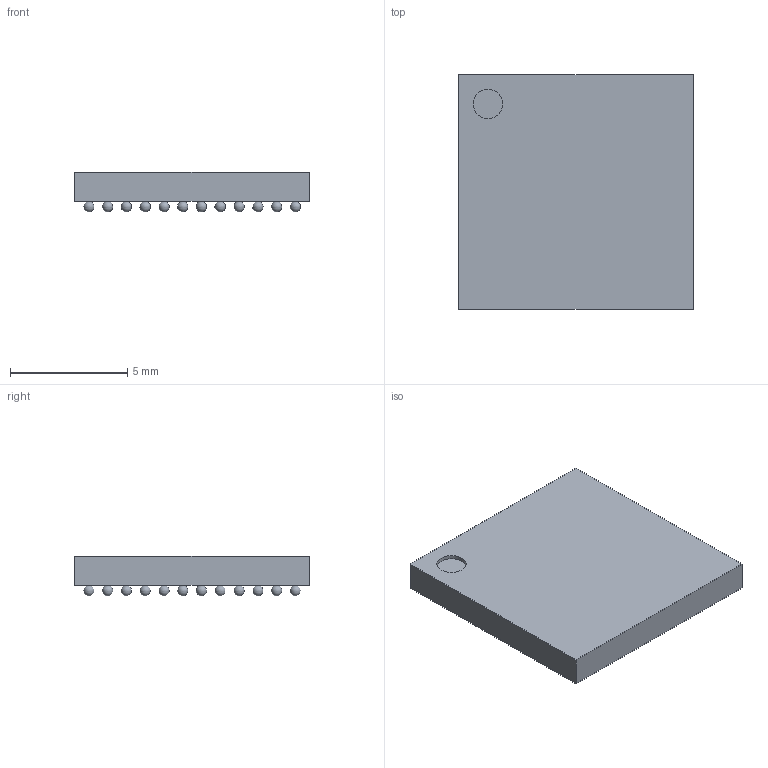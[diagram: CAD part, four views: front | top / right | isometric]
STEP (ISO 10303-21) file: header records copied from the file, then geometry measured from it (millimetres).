
FILE_DESCRIPTION(('FreeCAD Model'),'2;1');
FILE_NAME('302656.3.1.stp','2022-06-01T09:23:41',( 'Author'),(''),'Open CASCADE STEP processor 6.9','FreeCAD','Unknown' );
FILE_SCHEMA(('AUTOMOTIVE_DESIGN { 1 0 10303 214 1 1 1 1 }'));
Length unit declared in the file: millimetre
Products named in the file (3): ASSEMBLY; Array; Body
Assembly tree (2 placements, depth 2):
  ASSEMBLY
    Array
    Body
Bounding box: 10 x 10 x 1.7 mm (x, y, z)
Volume: 131.7 mm3; surface area: 342.3 mm2
Topology: 145 solids, 145 shells, 152 faces, 447 edges, 298 vertices
Faces by surface type: sphere 144, plane 7, cylinder 1
Full cylindrical faces by diameter (mm): 1.25 x1
Entity records: 3479 total; most frequent: DIRECTION 357, CARTESIAN_POINT 354, AXIS2_PLACEMENT_3D 157, VERTEX_POINT 154, FACE_BOUND 153, ADVANCED_FACE 152, MANIFOLD_SOLID_BREP 145, CLOSED_SHELL 145
